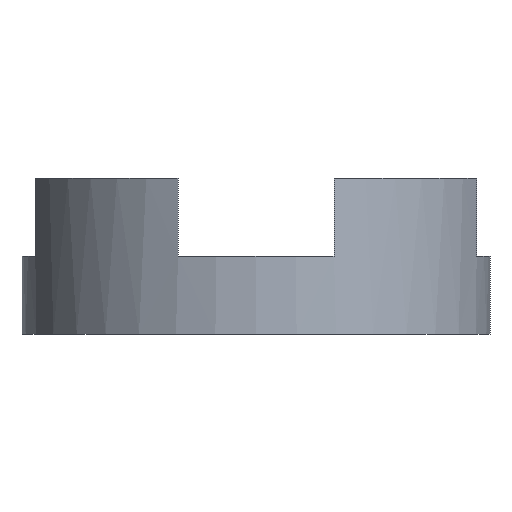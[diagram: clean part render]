
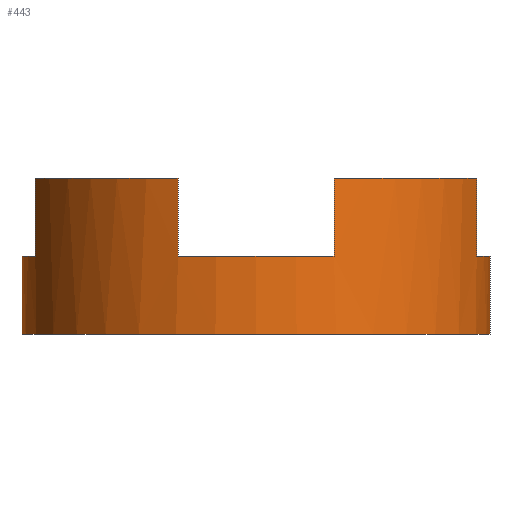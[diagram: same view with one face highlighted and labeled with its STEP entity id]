
A CAD part, front view. The second image highlights one B-rep face of the part: STEP entity #443.
In plain terms, the highlighted cylindrical face has radius 3 mm (diameter 6 mm), a partial arc.
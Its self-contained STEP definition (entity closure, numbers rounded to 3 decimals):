
#2 = CARTESIAN_POINT ( 'NONE',  ( 1., -2.828, 2. ) ) ;
#7 = DIRECTION ( 'NONE',  ( 0., 0., -1. ) ) ;
#12 = AXIS2_PLACEMENT_3D ( 'NONE', #716, #47, #214 ) ;
#35 = DIRECTION ( 'NONE',  ( 0., 0., -1. ) ) ;
#42 = EDGE_CURVE ( 'NONE', #666, #357, #597, .T. ) ;
#46 = CARTESIAN_POINT ( 'NONE',  ( 0., 0., 0. ) ) ;
#47 = DIRECTION ( 'NONE',  ( 0., 0., 1. ) ) ;
#57 = CARTESIAN_POINT ( 'NONE',  ( 3., 0., 0. ) ) ;
#59 = DIRECTION ( 'NONE',  ( 0., 0., -1. ) ) ;
#62 = CARTESIAN_POINT ( 'NONE',  ( -2.828, -1., 1. ) ) ;
#86 = CIRCLE ( 'NONE', #532, 3. ) ;
#92 = EDGE_CURVE ( 'NONE', #615, #97, #167, .T. ) ;
#96 = CYLINDRICAL_SURFACE ( 'NONE', #531, 3. ) ;
#97 = VERTEX_POINT ( 'NONE', #57 ) ;
#105 = DIRECTION ( 'NONE',  ( -1., 0., 0. ) ) ;
#107 = DIRECTION ( 'NONE',  ( 0., 0., 1. ) ) ;
#110 = DIRECTION ( 'NONE',  ( -1., 0., 0. ) ) ;
#115 = ORIENTED_EDGE ( 'NONE', *, *, #664, .T. ) ;
#122 = EDGE_CURVE ( 'NONE', #227, #97, #599, .T. ) ;
#147 = VECTOR ( 'NONE', #210, 1000. ) ;
#149 = LINE ( 'NONE', #754, #147 ) ;
#151 = EDGE_CURVE ( 'NONE', #546, #724, #515, .T. ) ;
#161 = VECTOR ( 'NONE', #473, 1000. ) ;
#167 = LINE ( 'NONE', #450, #161 ) ;
#178 = ORIENTED_EDGE ( 'NONE', *, *, #281, .T. ) ;
#184 = LINE ( 'NONE', #2, #260 ) ;
#185 = ORIENTED_EDGE ( 'NONE', *, *, #151, .T. ) ;
#187 = VERTEX_POINT ( 'NONE', #773 ) ;
#194 = ORIENTED_EDGE ( 'NONE', *, *, #686, .T. ) ;
#209 = EDGE_CURVE ( 'NONE', #666, #605, #644, .T. ) ;
#210 = DIRECTION ( 'NONE',  ( 0., 0., -1. ) ) ;
#211 = FACE_OUTER_BOUND ( 'NONE', #683, .T. ) ;
#214 = DIRECTION ( 'NONE',  ( 1., 0., 0. ) ) ;
#223 = VERTEX_POINT ( 'NONE', #229 ) ;
#227 = VERTEX_POINT ( 'NONE', #287 ) ;
#229 = CARTESIAN_POINT ( 'NONE',  ( -1., -2.828, 1. ) ) ;
#231 = EDGE_CURVE ( 'NONE', #187, #223, #495, .T. ) ;
#257 = EDGE_CURVE ( 'NONE', #223, #357, #343, .T. ) ;
#260 = VECTOR ( 'NONE', #59, 1000. ) ;
#268 = AXIS2_PLACEMENT_3D ( 'NONE', #46, #107, #715 ) ;
#281 = EDGE_CURVE ( 'NONE', #615, #546, #674, .T. ) ;
#282 = VERTEX_POINT ( 'NONE', #475 ) ;
#287 = CARTESIAN_POINT ( 'NONE',  ( -3., 0., 0. ) ) ;
#292 = ORIENTED_EDGE ( 'NONE', *, *, #231, .T. ) ;
#294 = EDGE_CURVE ( 'NONE', #429, #724, #753, .T. ) ;
#297 = ORIENTED_EDGE ( 'NONE', *, *, #122, .T. ) ;
#301 = CARTESIAN_POINT ( 'NONE',  ( 2.828, -1., 1. ) ) ;
#308 = CARTESIAN_POINT ( 'NONE',  ( 2.828, -1., 2. ) ) ;
#328 = DIRECTION ( 'NONE',  ( -1., 0., 0. ) ) ;
#330 = CARTESIAN_POINT ( 'NONE',  ( 0., 0., 1. ) ) ;
#332 = DIRECTION ( 'NONE',  ( 0., 0., 1. ) ) ;
#334 = CARTESIAN_POINT ( 'NONE',  ( 0., 0., 1. ) ) ;
#337 = CARTESIAN_POINT ( 'NONE',  ( -2.828, -1., 2. ) ) ;
#343 = LINE ( 'NONE', #602, #694 ) ;
#348 = DIRECTION ( 'NONE',  ( 0., 0., -1. ) ) ;
#357 = VERTEX_POINT ( 'NONE', #596 ) ;
#390 = DIRECTION ( 'NONE',  ( -1., 0., 0. ) ) ;
#415 = VECTOR ( 'NONE', #639, 1000. ) ;
#420 = CARTESIAN_POINT ( 'NONE',  ( 0., 0., 2. ) ) ;
#429 = VERTEX_POINT ( 'NONE', #576 ) ;
#443 = ADVANCED_FACE ( 'NONE', ( #211 ), #96, .T. ) ;
#449 = CARTESIAN_POINT ( 'NONE',  ( 0., 0., 2. ) ) ;
#450 = CARTESIAN_POINT ( 'NONE',  ( 3., 0., 2. ) ) ;
#465 = DIRECTION ( 'NONE',  ( 1., 0., 0. ) ) ;
#473 = DIRECTION ( 'NONE',  ( 0., 0., -1. ) ) ;
#475 = CARTESIAN_POINT ( 'NONE',  ( -3., 0., 1. ) ) ;
#477 = ORIENTED_EDGE ( 'NONE', *, *, #209, .T. ) ;
#486 = ORIENTED_EDGE ( 'NONE', *, *, #257, .T. ) ;
#495 = CIRCLE ( 'NONE', #687, 3. ) ;
#514 = VECTOR ( 'NONE', #7, 1000. ) ;
#515 = LINE ( 'NONE', #756, #415 ) ;
#531 = AXIS2_PLACEMENT_3D ( 'NONE', #449, #698, #390 ) ;
#532 = AXIS2_PLACEMENT_3D ( 'NONE', #330, #35, #328 ) ;
#543 = AXIS2_PLACEMENT_3D ( 'NONE', #420, #332, #465 ) ;
#546 = VERTEX_POINT ( 'NONE', #301 ) ;
#550 = EDGE_CURVE ( 'NONE', #429, #187, #184, .T. ) ;
#576 = CARTESIAN_POINT ( 'NONE',  ( 1., -2.828, 2. ) ) ;
#586 = DIRECTION ( 'NONE',  ( 0., 0., -1. ) ) ;
#595 = CARTESIAN_POINT ( 'NONE',  ( 0., 0., 1. ) ) ;
#596 = CARTESIAN_POINT ( 'NONE',  ( -1., -2.828, 2. ) ) ;
#597 = CIRCLE ( 'NONE', #543, 3. ) ;
#599 = CIRCLE ( 'NONE', #268, 3. ) ;
#602 = CARTESIAN_POINT ( 'NONE',  ( -1., -2.828, 2. ) ) ;
#605 = VERTEX_POINT ( 'NONE', #62 ) ;
#615 = VERTEX_POINT ( 'NONE', #632 ) ;
#618 = ORIENTED_EDGE ( 'NONE', *, *, #92, .F. ) ;
#623 = ORIENTED_EDGE ( 'NONE', *, *, #294, .F. ) ;
#632 = CARTESIAN_POINT ( 'NONE',  ( 3., 0., 1. ) ) ;
#639 = DIRECTION ( 'NONE',  ( 0., 0., 1. ) ) ;
#644 = LINE ( 'NONE', #337, #514 ) ;
#664 = EDGE_CURVE ( 'NONE', #605, #282, #86, .T. ) ;
#666 = VERTEX_POINT ( 'NONE', #751 ) ;
#674 = CIRCLE ( 'NONE', #767, 3. ) ;
#683 = EDGE_LOOP ( 'NONE', ( #618, #178, #185, #623, #736, #292, #486, #740, #477, #115, #194, #297 ) ) ;
#686 = EDGE_CURVE ( 'NONE', #282, #227, #149, .T. ) ;
#687 = AXIS2_PLACEMENT_3D ( 'NONE', #595, #348, #105 ) ;
#694 = VECTOR ( 'NONE', #761, 1000. ) ;
#698 = DIRECTION ( 'NONE',  ( 0., 0., -1. ) ) ;
#715 = DIRECTION ( 'NONE',  ( 1., 0., 0. ) ) ;
#716 = CARTESIAN_POINT ( 'NONE',  ( 0., 0., 2. ) ) ;
#724 = VERTEX_POINT ( 'NONE', #308 ) ;
#736 = ORIENTED_EDGE ( 'NONE', *, *, #550, .T. ) ;
#740 = ORIENTED_EDGE ( 'NONE', *, *, #42, .F. ) ;
#751 = CARTESIAN_POINT ( 'NONE',  ( -2.828, -1., 2. ) ) ;
#753 = CIRCLE ( 'NONE', #12, 3. ) ;
#754 = CARTESIAN_POINT ( 'NONE',  ( -3., 0., 2. ) ) ;
#756 = CARTESIAN_POINT ( 'NONE',  ( 2.828, -1., 2. ) ) ;
#761 = DIRECTION ( 'NONE',  ( 0., 0., 1. ) ) ;
#767 = AXIS2_PLACEMENT_3D ( 'NONE', #334, #586, #110 ) ;
#773 = CARTESIAN_POINT ( 'NONE',  ( 1., -2.828, 1. ) ) ;
